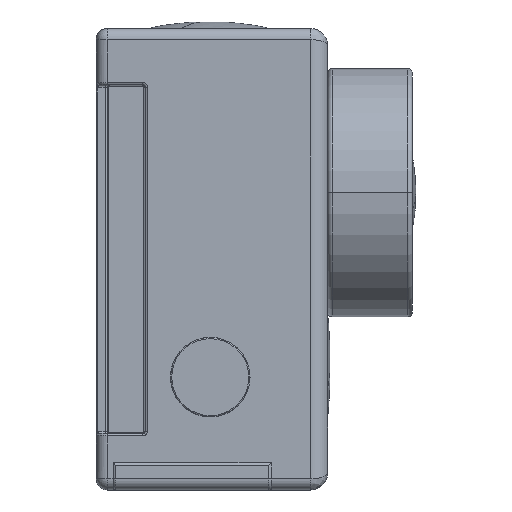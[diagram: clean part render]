
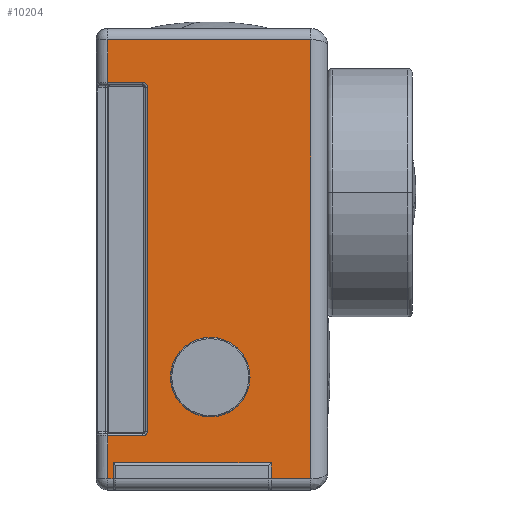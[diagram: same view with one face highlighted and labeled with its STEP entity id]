
A CAD part, front view. The second image highlights one B-rep face of the part: STEP entity #10204.
In plain terms, the highlighted planar face has unit normal (0, -1, 0).
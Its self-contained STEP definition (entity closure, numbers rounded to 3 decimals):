
#232=CARTESIAN_POINT('Vertex',(1.,-29.5,-19.45)) ;
#328=CARTESIAN_POINT('Vertex',(1.,-29.5,19.45)) ;
#6972=CARTESIAN_POINT('Line Origine',(1.,-29.5,0.)) ;
#6976=CARTESIAN_POINT('Vertex',(1.,-29.5,-15.65)) ;
#6991=CARTESIAN_POINT('Line Origine',(1.,-29.5,0.)) ;
#6995=CARTESIAN_POINT('Vertex',(1.,-29.5,15.65)) ;
#7141=CARTESIAN_POINT('Vertex',(4.12,-29.5,15.65)) ;
#7144=CARTESIAN_POINT('Line Origine',(10.,-29.5,15.65)) ;
#7165=CARTESIAN_POINT('Vertex',(4.52,-29.5,15.25)) ;
#7168=CARTESIAN_POINT('Axis2P3D Location',(4.12,-29.5,15.25)) ;
#7189=CARTESIAN_POINT('Vertex',(4.52,-29.5,-15.25)) ;
#7192=CARTESIAN_POINT('Line Origine',(4.52,-29.5,0.)) ;
#7213=CARTESIAN_POINT('Vertex',(4.12,-29.5,-15.65)) ;
#7216=CARTESIAN_POINT('Axis2P3D Location',(4.12,-29.5,-15.25)) ;
#7245=CARTESIAN_POINT('Line Origine',(10.,-29.5,-15.65)) ;
#8732=CARTESIAN_POINT('Line Origine',(10.,-29.5,19.45)) ;
#8736=CARTESIAN_POINT('Vertex',(18.99,-29.5,19.45)) ;
#8767=CARTESIAN_POINT('Vertex',(18.99,-29.5,-19.45)) ;
#8792=CARTESIAN_POINT('Line Origine',(18.99,-29.5,0.)) ;
#10107=CARTESIAN_POINT('Vertex',(13.625,-29.5,-10.45)) ;
#10110=CARTESIAN_POINT('Axis2P3D Location',(10.1,-29.5,-10.45)) ;
#10114=CARTESIAN_POINT('Vertex',(6.575,-29.5,-10.45)) ;
#10134=CARTESIAN_POINT('Axis2P3D Location',(10.1,-29.5,-10.45)) ;
#10146=CARTESIAN_POINT('Axis2P3D Location',(0.,-29.5,20.45)) ;
#10151=CARTESIAN_POINT('Line Origine',(17.245,-29.5,-19.45)) ;
#10155=CARTESIAN_POINT('Vertex',(15.5,-29.5,-19.45)) ;
#10158=CARTESIAN_POINT('Line Origine',(1.25,-29.5,-19.45)) ;
#10162=CARTESIAN_POINT('Vertex',(1.5,-29.5,-19.45)) ;
#10165=CARTESIAN_POINT('Line Origine',(1.5,-29.5,-18.743)) ;
#10169=CARTESIAN_POINT('Vertex',(1.5,-29.5,-18.035)) ;
#10172=CARTESIAN_POINT('Line Origine',(8.5,-29.5,-18.035)) ;
#10176=CARTESIAN_POINT('Vertex',(15.5,-29.5,-18.035)) ;
#10179=CARTESIAN_POINT('Line Origine',(15.5,-29.5,-18.743)) ;
#6973=DIRECTION('Vector Direction',(0.,0.,-1.)) ;
#6992=DIRECTION('Vector Direction',(0.,0.,-1.)) ;
#7145=DIRECTION('Vector Direction',(1.,0.,0.)) ;
#7169=DIRECTION('Axis2P3D Direction',(0.,-1.,0.)) ;
#7193=DIRECTION('Vector Direction',(0.,0.,1.)) ;
#7217=DIRECTION('Axis2P3D Direction',(0.,-1.,0.)) ;
#7246=DIRECTION('Vector Direction',(-1.,0.,0.)) ;
#8733=DIRECTION('Vector Direction',(1.,0.,0.)) ;
#8793=DIRECTION('Vector Direction',(0.,0.,-1.)) ;
#10111=DIRECTION('Axis2P3D Direction',(0.,-1.,0.)) ;
#10135=DIRECTION('Axis2P3D Direction',(0.,-1.,0.)) ;
#10147=DIRECTION('Axis2P3D Direction',(0.,-1.,0.)) ;
#10148=DIRECTION('Axis2P3D XDirection',(0.,0.,-1.)) ;
#10152=DIRECTION('Vector Direction',(1.,0.,0.)) ;
#10159=DIRECTION('Vector Direction',(1.,0.,0.)) ;
#10166=DIRECTION('Vector Direction',(0.,0.,-1.)) ;
#10173=DIRECTION('Vector Direction',(-1.,0.,0.)) ;
#10180=DIRECTION('Vector Direction',(0.,0.,1.)) ;
#7170=AXIS2_PLACEMENT_3D('Circle Axis2P3D',#7168,#7169,$) ;
#7218=AXIS2_PLACEMENT_3D('Circle Axis2P3D',#7216,#7217,$) ;
#10112=AXIS2_PLACEMENT_3D('Circle Axis2P3D',#10110,#10111,$) ;
#10136=AXIS2_PLACEMENT_3D('Circle Axis2P3D',#10134,#10135,$) ;
#10149=AXIS2_PLACEMENT_3D('Plane Axis2P3D',#10146,#10147,#10148) ;
#10185=ORIENTED_EDGE('',*,*,#10157,.T.) ;
#10186=ORIENTED_EDGE('',*,*,#8796,.T.) ;
#10187=ORIENTED_EDGE('',*,*,#8738,.F.) ;
#10188=ORIENTED_EDGE('',*,*,#6997,.T.) ;
#10189=ORIENTED_EDGE('',*,*,#7148,.T.) ;
#10190=ORIENTED_EDGE('',*,*,#7172,.T.) ;
#10191=ORIENTED_EDGE('',*,*,#7196,.T.) ;
#10192=ORIENTED_EDGE('',*,*,#7220,.T.) ;
#10193=ORIENTED_EDGE('',*,*,#7249,.T.) ;
#10194=ORIENTED_EDGE('',*,*,#6978,.T.) ;
#10195=ORIENTED_EDGE('',*,*,#10164,.T.) ;
#10196=ORIENTED_EDGE('',*,*,#10171,.F.) ;
#10197=ORIENTED_EDGE('',*,*,#10178,.F.) ;
#10198=ORIENTED_EDGE('',*,*,#10183,.F.) ;
#10201=ORIENTED_EDGE('',*,*,#10138,.F.) ;
#10202=ORIENTED_EDGE('',*,*,#10116,.F.) ;
#10203=FACE_BOUND('',#10200,.T.) ;
#6974=VECTOR('Line Direction',#6973,1.) ;
#6993=VECTOR('Line Direction',#6992,1.) ;
#7146=VECTOR('Line Direction',#7145,1.) ;
#7194=VECTOR('Line Direction',#7193,1.) ;
#7247=VECTOR('Line Direction',#7246,1.) ;
#8734=VECTOR('Line Direction',#8733,1.) ;
#8794=VECTOR('Line Direction',#8793,1.) ;
#10153=VECTOR('Line Direction',#10152,1.) ;
#10160=VECTOR('Line Direction',#10159,1.) ;
#10167=VECTOR('Line Direction',#10166,1.) ;
#10174=VECTOR('Line Direction',#10173,1.) ;
#10181=VECTOR('Line Direction',#10180,1.) ;
#10204=ADVANCED_FACE('PartBody',(#10199,#10203),#10150,.T.) ;
#7171=CIRCLE('generated circle',#7170,0.4) ;
#7219=CIRCLE('generated circle',#7218,0.4) ;
#10113=CIRCLE('generated circle',#10112,3.525) ;
#10137=CIRCLE('generated circle',#10136,3.525) ;
#6978=EDGE_CURVE('',#6977,#233,#6975,.T.) ;
#6997=EDGE_CURVE('',#329,#6996,#6994,.T.) ;
#7148=EDGE_CURVE('',#6996,#7142,#7147,.T.) ;
#7172=EDGE_CURVE('',#7142,#7166,#7171,.F.) ;
#7196=EDGE_CURVE('',#7166,#7190,#7195,.F.) ;
#7220=EDGE_CURVE('',#7190,#7214,#7219,.F.) ;
#7249=EDGE_CURVE('',#7214,#6977,#7248,.T.) ;
#8738=EDGE_CURVE('',#329,#8737,#8735,.T.) ;
#8796=EDGE_CURVE('',#8768,#8737,#8795,.F.) ;
#10116=EDGE_CURVE('',#10108,#10115,#10113,.T.) ;
#10138=EDGE_CURVE('',#10115,#10108,#10137,.T.) ;
#10157=EDGE_CURVE('',#10156,#8768,#10154,.T.) ;
#10164=EDGE_CURVE('',#233,#10163,#10161,.T.) ;
#10171=EDGE_CURVE('',#10170,#10163,#10168,.T.) ;
#10178=EDGE_CURVE('',#10177,#10170,#10175,.T.) ;
#10183=EDGE_CURVE('',#10156,#10177,#10182,.T.) ;
#10184=EDGE_LOOP('',(#10185,#10186,#10187,#10188,#10189,#10190,#10191,#10192,#10193,#10194,#10195,#10196,#10197,#10198)) ;
#10200=EDGE_LOOP('',(#10201,#10202)) ;
#10199=FACE_OUTER_BOUND('',#10184,.T.) ;
#6975=LINE('Line',#6972,#6974) ;
#6994=LINE('Line',#6991,#6993) ;
#7147=LINE('Line',#7144,#7146) ;
#7195=LINE('Line',#7192,#7194) ;
#7248=LINE('Line',#7245,#7247) ;
#8735=LINE('Line',#8732,#8734) ;
#8795=LINE('Line',#8792,#8794) ;
#10154=LINE('Line',#10151,#10153) ;
#10161=LINE('Line',#10158,#10160) ;
#10168=LINE('Line',#10165,#10167) ;
#10175=LINE('Line',#10172,#10174) ;
#10182=LINE('Line',#10179,#10181) ;
#10150=PLANE('',#10149) ;
#233=VERTEX_POINT('',#232) ;
#329=VERTEX_POINT('',#328) ;
#6977=VERTEX_POINT('',#6976) ;
#6996=VERTEX_POINT('',#6995) ;
#7142=VERTEX_POINT('',#7141) ;
#7166=VERTEX_POINT('',#7165) ;
#7190=VERTEX_POINT('',#7189) ;
#7214=VERTEX_POINT('',#7213) ;
#8737=VERTEX_POINT('',#8736) ;
#8768=VERTEX_POINT('',#8767) ;
#10108=VERTEX_POINT('',#10107) ;
#10115=VERTEX_POINT('',#10114) ;
#10156=VERTEX_POINT('',#10155) ;
#10163=VERTEX_POINT('',#10162) ;
#10170=VERTEX_POINT('',#10169) ;
#10177=VERTEX_POINT('',#10176) ;
